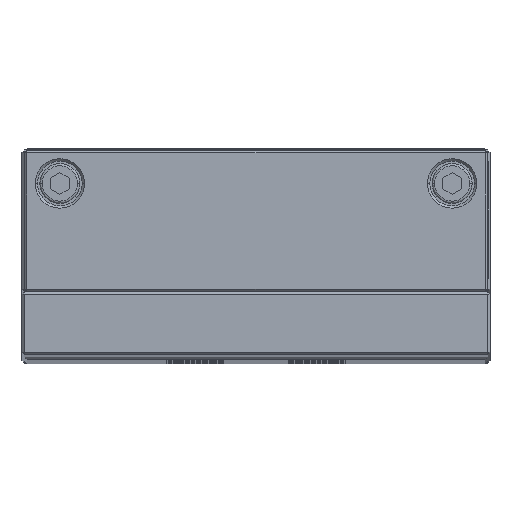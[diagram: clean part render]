
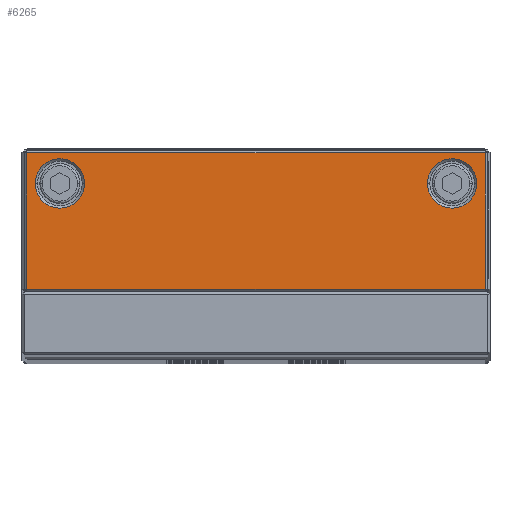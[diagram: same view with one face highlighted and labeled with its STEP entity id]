
A CAD part, top view. The second image highlights one B-rep face of the part: STEP entity #6265.
In plain terms, the highlighted planar face has unit normal (0, 0, 1).
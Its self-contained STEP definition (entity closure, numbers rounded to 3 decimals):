
#4561=FACE_BOUND('',#9614,.T.);
#4562=FACE_BOUND('',#9615,.T.);
#4563=FACE_BOUND('',#9616,.T.);
#4918=PLANE('',#33167);
#6265=ADVANCED_FACE('',(#4561,#4562,#4563),#4918,.T.);
#9614=EDGE_LOOP('',(#17295,#17296,#17297,#17298));
#9615=EDGE_LOOP('',(#17299,#17300));
#9616=EDGE_LOOP('',(#17301,#17302));
#11517=LINE('',#43308,#14356);
#11518=LINE('',#43311,#14357);
#11519=LINE('',#43313,#14358);
#11520=LINE('',#43315,#14359);
#14356=VECTOR('',#35680,1.);
#14357=VECTOR('',#35681,1.);
#14358=VECTOR('',#35682,1.);
#14359=VECTOR('',#35683,1.);
#17295=ORIENTED_EDGE('',*,*,#28129,.T.);
#17296=ORIENTED_EDGE('',*,*,#28130,.T.);
#17297=ORIENTED_EDGE('',*,*,#28131,.T.);
#17298=ORIENTED_EDGE('',*,*,#28132,.T.);
#17299=ORIENTED_EDGE('',*,*,#28055,.T.);
#17300=ORIENTED_EDGE('',*,*,#28128,.T.);
#17301=ORIENTED_EDGE('',*,*,#28059,.T.);
#17302=ORIENTED_EDGE('',*,*,#28127,.T.);
#25399=VERTEX_POINT('',#43154);
#25400=VERTEX_POINT('',#43156);
#25403=VERTEX_POINT('',#43163);
#25404=VERTEX_POINT('',#43165);
#25445=VERTEX_POINT('',#43309);
#25446=VERTEX_POINT('',#43310);
#25447=VERTEX_POINT('',#43312);
#25448=VERTEX_POINT('',#43314);
#28055=EDGE_CURVE('',#25400,#25399,#32179,.T.);
#28059=EDGE_CURVE('',#25404,#25403,#32181,.T.);
#28127=EDGE_CURVE('',#25403,#25404,#32204,.T.);
#28128=EDGE_CURVE('',#25399,#25400,#32205,.T.);
#28129=EDGE_CURVE('',#25445,#25446,#11517,.T.);
#28130=EDGE_CURVE('',#25446,#25447,#11518,.T.);
#28131=EDGE_CURVE('',#25447,#25448,#11519,.T.);
#28132=EDGE_CURVE('',#25448,#25445,#11520,.T.);
#32179=CIRCLE('',#33106,5.25);
#32181=CIRCLE('',#33109,5.25);
#32204=CIRCLE('',#33163,5.25);
#32205=CIRCLE('',#33165,5.25);
#33106=AXIS2_PLACEMENT_3D('',#43155,#35511,#35512);
#33109=AXIS2_PLACEMENT_3D('',#43164,#35519,#35520);
#33163=AXIS2_PLACEMENT_3D('',#43304,#35672,#35673);
#33165=AXIS2_PLACEMENT_3D('',#43306,#35676,#35677);
#33167=AXIS2_PLACEMENT_3D('',#43316,#35684,#35685);
#35511=DIRECTION('',(0.,0.,-1.));
#35512=DIRECTION('',(1.,0.,0.));
#35519=DIRECTION('',(0.,0.,-1.));
#35520=DIRECTION('',(1.,0.,0.));
#35672=DIRECTION('',(0.,0.,-1.));
#35673=DIRECTION('',(1.,0.,0.));
#35676=DIRECTION('',(0.,0.,-1.));
#35677=DIRECTION('',(1.,0.,0.));
#35680=DIRECTION('',(0.,-1.,0.));
#35681=DIRECTION('',(1.,0.,0.));
#35682=DIRECTION('',(0.,1.,0.));
#35683=DIRECTION('',(-1.,0.,0.));
#35684=DIRECTION('',(0.,0.,1.));
#35685=DIRECTION('',(-1.,0.,0.));
#43154=CARTESIAN_POINT('',(36.45,37.25,386.5));
#43155=CARTESIAN_POINT('',(41.7,37.25,386.5));
#43156=CARTESIAN_POINT('',(46.95,37.25,386.5));
#43163=CARTESIAN_POINT('',(-46.95,37.25,386.5));
#43164=CARTESIAN_POINT('',(-41.7,37.25,386.5));
#43165=CARTESIAN_POINT('',(-36.45,37.25,386.5));
#43304=CARTESIAN_POINT('',(-41.7,37.25,386.5));
#43306=CARTESIAN_POINT('',(41.7,37.25,386.5));
#43308=CARTESIAN_POINT('',(-48.7,14.25,386.5));
#43309=CARTESIAN_POINT('',(-48.7,43.75,386.5));
#43310=CARTESIAN_POINT('',(-48.7,14.75,386.5));
#43311=CARTESIAN_POINT('',(49.2,14.75,386.5));
#43312=CARTESIAN_POINT('',(48.7,14.75,386.5));
#43313=CARTESIAN_POINT('',(48.7,44.25,386.5));
#43314=CARTESIAN_POINT('',(48.7,43.75,386.5));
#43315=CARTESIAN_POINT('',(-49.2,43.75,386.5));
#43316=CARTESIAN_POINT('',(-49.2,14.25,386.5));
